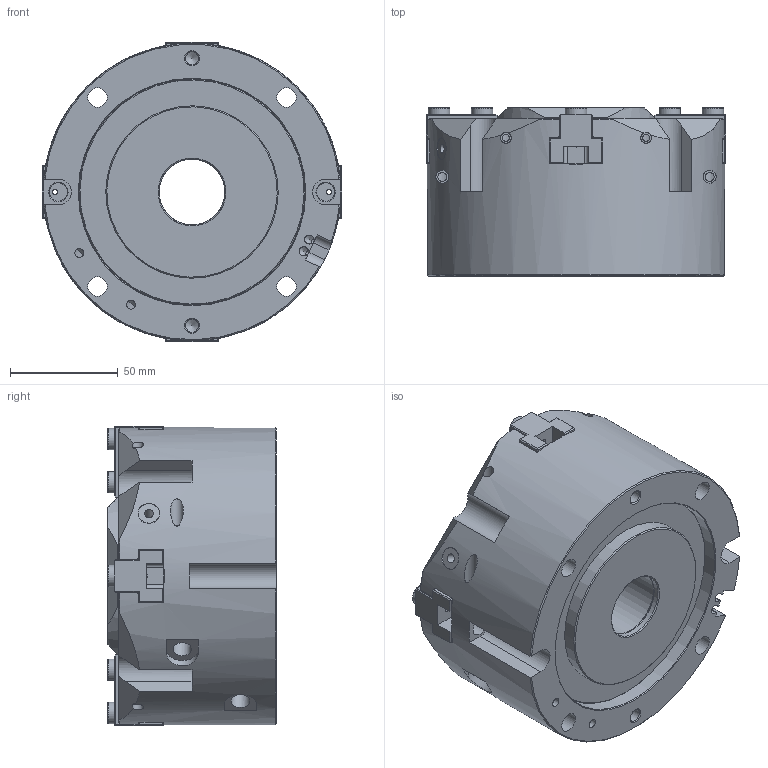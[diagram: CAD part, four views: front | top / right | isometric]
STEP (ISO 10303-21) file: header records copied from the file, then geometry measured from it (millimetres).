
FILE_DESCRIPTION(/* description */ ('ASSIEME PINZA CORSA 10mm'),/* implementation_level */ '2;1');
FILE_NAME(/* name */ 'FRM-140.stp',/* time_stamp */ '2023-12-20T19:32:04+01:00',/* author */ ('Tecnico 2'),/* organization */ (''),/* preprocessor_version */ 'ST-DEVELOPER v19.2',/* originating_system */ 'Autodesk Inventor 2023',/* authorisation */ '');
FILE_SCHEMA (('AUTOMOTIVE_DESIGN { 1 0 10303 214 3 1 1 }'));
Length unit declared in the file: millimetre
Products named in the file (8): FRM-140-CLINTE; FRM-140-CORPO-CLIENTE; MFB_4-140-COPERCHIO; MFB-140-FONDELLO-CLIENTE; MFB-140-S; PZP100-GRIFFA C1-CLIENTE; BOCCOLA 10H7L7; ISO 7380-1 - M4 x 6
Assembly tree (20 placements, depth 2):
  FRM-140-CLINTE
    FRM-140-CORPO-CLIENTE
    MFB_4-140-COPERCHIO
    MFB-140-FONDELLO-CLIENTE
    MFB-140-S
    PZP100-GRIFFA C1-CLIENTE  x4
    BOCCOLA 10H7L7  x8
    ISO 7380-1 - M4 x 6  x4
Bounding box: 139 x 78 x 139 mm (x, y, z)
Volume: 859793 mm3; surface area: 173024.3 mm2
Topology: 20 solids, 20 shells, 664 faces, 1725 edges, 1116 vertices
Faces by surface type: plane 394, cylinder 161, cone 100, torus 5, bspline 4
Full cylindrical faces by diameter (mm): 2.459 x4, 2.5 x2, 3.242 x8, 4 x4, 4.134 x5, 4.5 x4, 4.917 x8, 5 x4, 6 x4, 6.2 x8, 7.6 x4, 8.1 x4, 8.5 x2, 8.566 x2, 9 x4, 9.1 x2, 10 x17, 10.1 x4, 30.5 x3, 40 x3, 54 x1, 58 x1, 80 x1, 98.5 x1, 105 x2, 138 x1
Entity records: 13016 total; most frequent: CARTESIAN_POINT 3075, DIRECTION 2057, ORIENTED_EDGE 1970, EDGE_CURVE 985, AXIS2_PLACEMENT_3D 770, VERTEX_POINT 655, LINE 517, VECTOR 517
